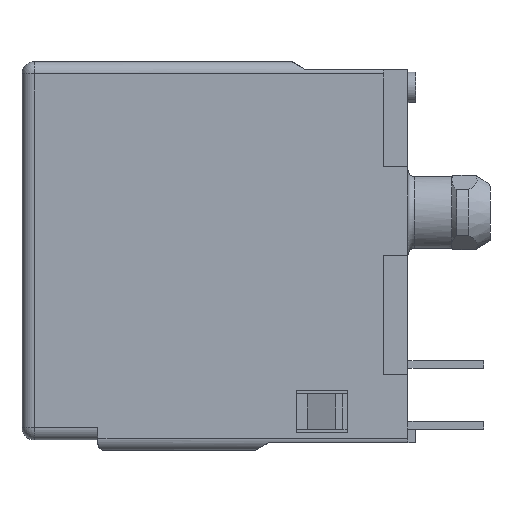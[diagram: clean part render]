
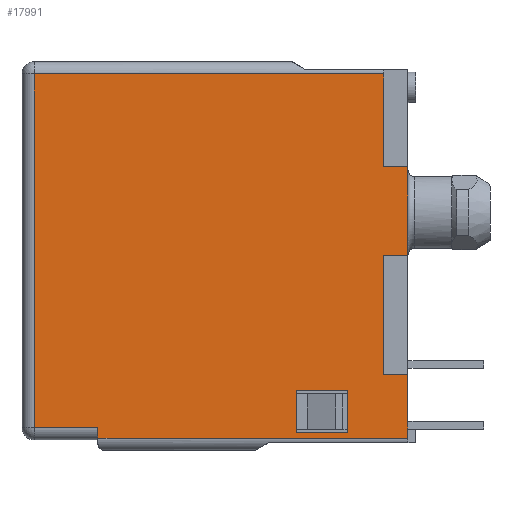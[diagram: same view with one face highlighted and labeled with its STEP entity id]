
A CAD part, left-side view. The second image highlights one B-rep face of the part: STEP entity #17991.
In plain terms, the highlighted planar face has unit normal (-1, 0, 0).
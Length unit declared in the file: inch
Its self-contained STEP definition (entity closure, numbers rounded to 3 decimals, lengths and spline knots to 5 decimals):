
#1544=ORIENTED_EDGE('',*,*,#6672,.T.);
#1545=ORIENTED_EDGE('',*,*,#6282,.T.);
#1546=ORIENTED_EDGE('',*,*,#6673,.T.);
#1547=ORIENTED_EDGE('',*,*,#6288,.T.);
#1548=ORIENTED_EDGE('',*,*,#6674,.T.);
#1549=ORIENTED_EDGE('',*,*,#6675,.T.);
#1550=ORIENTED_EDGE('',*,*,#6676,.T.);
#1551=ORIENTED_EDGE('',*,*,#6677,.T.);
#1552=ORIENTED_EDGE('',*,*,#6670,.T.);
#1553=ORIENTED_EDGE('',*,*,#6678,.T.);
#1554=ORIENTED_EDGE('',*,*,#6662,.T.);
#1555=ORIENTED_EDGE('',*,*,#6679,.T.);
#1556=ORIENTED_EDGE('',*,*,#6660,.T.);
#1557=ORIENTED_EDGE('',*,*,#6680,.T.);
#1558=ORIENTED_EDGE('',*,*,#6681,.T.);
#1559=ORIENTED_EDGE('',*,*,#6682,.T.);
#6282=EDGE_CURVE('',#8909,#8908,#10661,.T.);
#6288=EDGE_CURVE('',#8915,#8914,#10667,.T.);
#6660=EDGE_CURVE('',#9195,#9194,#11024,.T.);
#6662=EDGE_CURVE('',#9196,#9197,#11026,.T.);
#6670=EDGE_CURVE('',#9203,#9202,#11034,.T.);
#6672=EDGE_CURVE('',#8914,#8909,#11036,.T.);
#6673=EDGE_CURVE('',#8908,#8915,#11037,.T.);
#6674=EDGE_CURVE('',#9204,#9205,#11038,.T.);
#6675=EDGE_CURVE('',#9205,#9206,#11039,.T.);
#6676=EDGE_CURVE('',#9206,#9207,#11040,.T.);
#6677=EDGE_CURVE('',#9207,#9203,#11041,.T.);
#6678=EDGE_CURVE('',#9202,#9196,#11042,.T.);
#6679=EDGE_CURVE('',#9197,#9195,#11043,.T.);
#6680=EDGE_CURVE('',#9194,#9208,#11044,.T.);
#6681=EDGE_CURVE('',#9208,#9209,#11045,.T.);
#6682=EDGE_CURVE('',#9209,#9204,#11046,.T.);
#8908=VERTEX_POINT('',#25395);
#8909=VERTEX_POINT('',#25397);
#8914=VERTEX_POINT('',#25408);
#8915=VERTEX_POINT('',#25410);
#9194=VERTEX_POINT('',#26198);
#9195=VERTEX_POINT('',#26200);
#9196=VERTEX_POINT('',#26204);
#9197=VERTEX_POINT('',#26205);
#9202=VERTEX_POINT('',#26219);
#9203=VERTEX_POINT('',#26221);
#9204=VERTEX_POINT('',#26227);
#9205=VERTEX_POINT('',#26228);
#9206=VERTEX_POINT('',#26230);
#9207=VERTEX_POINT('',#26232);
#9208=VERTEX_POINT('',#26237);
#9209=VERTEX_POINT('',#26239);
#10661=LINE('',#25396,#12933);
#10667=LINE('',#25409,#12939);
#11024=LINE('',#26199,#13296);
#11026=LINE('',#26203,#13298);
#11034=LINE('',#26220,#13306);
#11036=LINE('',#26224,#13308);
#11037=LINE('',#26225,#13309);
#11038=LINE('',#26226,#13310);
#11039=LINE('',#26229,#13311);
#11040=LINE('',#26231,#13312);
#11041=LINE('',#26233,#13313);
#11042=LINE('',#26234,#13314);
#11043=LINE('',#26235,#13315);
#11044=LINE('',#26236,#13316);
#11045=LINE('',#26238,#13317);
#11046=LINE('',#26240,#13318);
#12933=VECTOR('',#20492,39.37008);
#12939=VECTOR('',#20500,39.37008);
#13296=VECTOR('',#21083,39.37008);
#13298=VECTOR('',#21087,39.37008);
#13306=VECTOR('',#21099,39.37008);
#13308=VECTOR('',#21103,39.37008);
#13309=VECTOR('',#21104,39.37008);
#13310=VECTOR('',#21105,39.37008);
#13311=VECTOR('',#21106,39.37008);
#13312=VECTOR('',#21107,39.37008);
#13313=VECTOR('',#21108,39.37008);
#13314=VECTOR('',#21109,39.37008);
#13315=VECTOR('',#21110,39.37008);
#13316=VECTOR('',#21111,39.37008);
#13317=VECTOR('',#21112,39.37008);
#13318=VECTOR('',#21113,39.37008);
#15184=EDGE_LOOP('',(#1544,#1545,#1546,#1547));
#15185=EDGE_LOOP('',(#1548,#1549,#1550,#1551,#1552,#1553,#1554,#1555,#1556,
#1557,#1558,#1559));
#16197=FACE_BOUND('',#15184,.T.);
#16198=FACE_BOUND('',#15185,.T.);
#17190=PLANE('',#19029);
#17991=ADVANCED_FACE('',(#16197,#16198),#17190,.F.);
#19029=AXIS2_PLACEMENT_3D('',#26223,#21101,#21102);
#20492=DIRECTION('',(0.,0.,1.));
#20500=DIRECTION('',(0.,0.,-1.));
#21083=DIRECTION('',(0.,1.,0.));
#21087=DIRECTION('',(0.,-1.,0.));
#21099=DIRECTION('',(0.,1.,0.));
#21101=DIRECTION('',(1.,0.,0.));
#21102=DIRECTION('',(0.,1.,0.));
#21103=DIRECTION('',(0.,1.,0.));
#21104=DIRECTION('',(0.,-1.,0.));
#21105=DIRECTION('',(0.,-1.,0.));
#21106=DIRECTION('',(0.,0.,-1.));
#21107=DIRECTION('',(0.,-1.,0.));
#21108=DIRECTION('',(0.,0.,1.));
#21109=DIRECTION('',(0.,0.,1.));
#21110=DIRECTION('',(0.,0.,1.));
#21111=DIRECTION('',(0.,0.,1.));
#21112=DIRECTION('',(0.,1.,0.));
#21113=DIRECTION('',(0.,0.,-1.));
#25395=CARTESIAN_POINT('',(-0.305,0.197,-0.292));
#25396=CARTESIAN_POINT('',(-0.305,0.197,-0.0715));
#25397=CARTESIAN_POINT('',(-0.305,0.197,-0.362));
#25408=CARTESIAN_POINT('',(-0.305,0.113,-0.362));
#25409=CARTESIAN_POINT('',(-0.305,0.113,-0.0715));
#25410=CARTESIAN_POINT('',(-0.305,0.113,-0.292));
#26198=CARTESIAN_POINT('',(-0.305,0.053,0.075));
#26199=CARTESIAN_POINT('',(-0.305,0.013,0.075));
#26200=CARTESIAN_POINT('',(-0.305,0.013,0.075));
#26203=CARTESIAN_POINT('',(-0.305,0.3205,-0.07));
#26204=CARTESIAN_POINT('',(-0.305,0.053,-0.07));
#26205=CARTESIAN_POINT('',(-0.305,0.013,-0.07));
#26219=CARTESIAN_POINT('',(-0.305,0.053,-0.267));
#26220=CARTESIAN_POINT('',(-0.305,0.013,-0.267));
#26221=CARTESIAN_POINT('',(-0.305,0.013,-0.267));
#26223=CARTESIAN_POINT('',(-0.305,0.3205,-0.0715));
#26224=CARTESIAN_POINT('',(-0.305,0.113,-0.362));
#26225=CARTESIAN_POINT('',(-0.305,0.3205,-0.292));
#26226=CARTESIAN_POINT('',(-0.305,0.628,-0.354));
#26227=CARTESIAN_POINT('',(-0.305,0.628,-0.354));
#26228=CARTESIAN_POINT('',(-0.305,0.523,-0.354));
#26229=CARTESIAN_POINT('',(-0.305,0.523,-0.354));
#26230=CARTESIAN_POINT('',(-0.305,0.523,-0.371));
#26231=CARTESIAN_POINT('',(-0.305,0.523,-0.371));
#26232=CARTESIAN_POINT('',(-0.305,0.013,-0.371));
#26233=CARTESIAN_POINT('',(-0.305,0.013,-0.371));
#26234=CARTESIAN_POINT('',(-0.305,0.053,-0.0715));
#26235=CARTESIAN_POINT('',(-0.305,0.013,-0.07));
#26236=CARTESIAN_POINT('',(-0.305,0.053,0.075));
#26237=CARTESIAN_POINT('',(-0.305,0.053,0.228));
#26238=CARTESIAN_POINT('',(-0.305,0.053,0.228));
#26239=CARTESIAN_POINT('',(-0.305,0.628,0.228));
#26240=CARTESIAN_POINT('',(-0.305,0.628,0.228));
